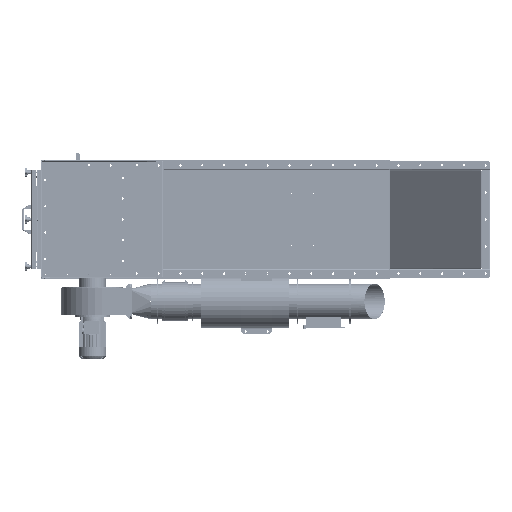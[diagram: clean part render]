
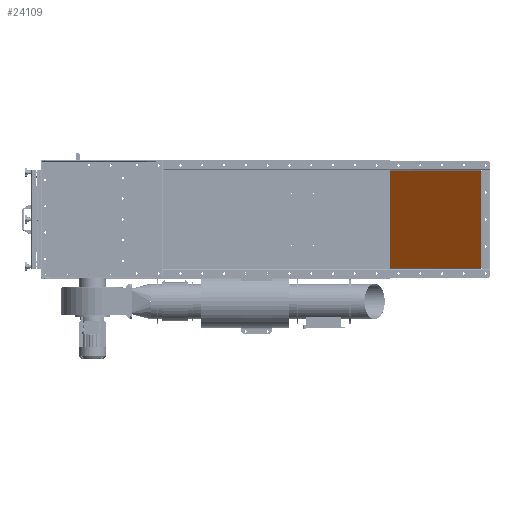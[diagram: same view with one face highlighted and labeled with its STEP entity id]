
A CAD part, front view. The second image highlights one B-rep face of the part: STEP entity #24109.
In plain terms, the highlighted face is planar.
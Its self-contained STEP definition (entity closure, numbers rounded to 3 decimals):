
#656 = ORIENTED_EDGE ( 'NONE', *, *, #24992, .F. ) ;
#1488 = LINE ( 'NONE', #113774, #36249 ) ;
#2236 = VERTEX_POINT ( 'NONE', #26395 ) ;
#6967 = ORIENTED_EDGE ( 'NONE', *, *, #11988, .T. ) ;
#11961 = VERTEX_POINT ( 'NONE', #20841 ) ;
#11988 = EDGE_CURVE ( 'NONE', #11961, #79426, #89820, .T. ) ;
#13785 = VERTEX_POINT ( 'NONE', #110755 ) ;
#14874 = LINE ( 'NONE', #84591, #66560 ) ;
#15006 = ORIENTED_EDGE ( 'NONE', *, *, #88515, .F. ) ;
#17523 = CARTESIAN_POINT ( 'NONE',  ( -280.6, 1.274, 523.714 ) ) ;
#20357 = PLANE ( 'NONE',  #21752 ) ;
#20841 = CARTESIAN_POINT ( 'NONE',  ( -280.6, 1.274, 523.714 ) ) ;
#21752 = AXIS2_PLACEMENT_3D ( 'NONE', #111295, #137021, #79463 ) ;
#24109 = ADVANCED_FACE ( 'NONE', ( #84864 ), #20357, .T. ) ;
#24992 = EDGE_CURVE ( 'NONE', #2236, #13785, #95125, .T. ) ;
#25941 = CARTESIAN_POINT ( 'NONE',  ( -280.6, 518.709, 1.304 ) ) ;
#26395 = CARTESIAN_POINT ( 'NONE',  ( 280.6, 517.301, 2.725 ) ) ;
#36249 = VECTOR ( 'NONE', #128107, 1000. ) ;
#40247 = DIRECTION ( 'NONE',  ( 1., 0., 0. ) ) ;
#42132 = ORIENTED_EDGE ( 'NONE', *, *, #117874, .F. ) ;
#44358 = DIRECTION ( 'NONE',  ( 0., 0.704, -0.71 ) ) ;
#58606 = VECTOR ( 'NONE', #130690, 1000. ) ;
#63764 = LINE ( 'NONE', #17523, #132372 ) ;
#66560 = VECTOR ( 'NONE', #142184, 1000. ) ;
#79426 = VERTEX_POINT ( 'NONE', #102770 ) ;
#79463 = DIRECTION ( 'NONE',  ( 0., 0.704, -0.71 ) ) ;
#80896 = LINE ( 'NONE', #104345, #140526 ) ;
#84509 = CARTESIAN_POINT ( 'NONE',  ( 280.6, 0., 525. ) ) ;
#84591 = CARTESIAN_POINT ( 'NONE',  ( 280.6, 0., 525. ) ) ;
#84864 = FACE_OUTER_BOUND ( 'NONE', #95499, .T. ) ;
#88515 = EDGE_CURVE ( 'NONE', #11961, #115932, #63764, .T. ) ;
#89820 = LINE ( 'NONE', #101946, #123993 ) ;
#90766 = DIRECTION ( 'NONE',  ( 0., 0.704, -0.71 ) ) ;
#91447 = EDGE_CURVE ( 'NONE', #79426, #143072, #80896, .T. ) ;
#91548 = ORIENTED_EDGE ( 'NONE', *, *, #91447, .T. ) ;
#95125 = LINE ( 'NONE', #84509, #58606 ) ;
#95499 = EDGE_LOOP ( 'NONE', ( #42132, #15006, #6967, #91548, #141372, #656 ) ) ;
#101946 = CARTESIAN_POINT ( 'NONE',  ( -280.6, 0., 525. ) ) ;
#102770 = CARTESIAN_POINT ( 'NONE',  ( -280.6, 517.301, 2.725 ) ) ;
#104345 = CARTESIAN_POINT ( 'NONE',  ( -280.6, 0., 525. ) ) ;
#109906 = CARTESIAN_POINT ( 'NONE',  ( 280.6, 1.274, 523.714 ) ) ;
#110755 = CARTESIAN_POINT ( 'NONE',  ( 280.6, 518.709, 1.304 ) ) ;
#111295 = CARTESIAN_POINT ( 'NONE',  ( -280.6, 0., 525. ) ) ;
#113774 = CARTESIAN_POINT ( 'NONE',  ( -280.6, 518.709, 1.304 ) ) ;
#115932 = VERTEX_POINT ( 'NONE', #109906 ) ;
#117874 = EDGE_CURVE ( 'NONE', #115932, #2236, #14874, .T. ) ;
#123799 = EDGE_CURVE ( 'NONE', #143072, #13785, #1488, .T. ) ;
#123993 = VECTOR ( 'NONE', #44358, 1000. ) ;
#128107 = DIRECTION ( 'NONE',  ( 1., 0., 0. ) ) ;
#130690 = DIRECTION ( 'NONE',  ( 0., 0.704, -0.71 ) ) ;
#132372 = VECTOR ( 'NONE', #40247, 1000. ) ;
#137021 = DIRECTION ( 'NONE',  ( 0., -0.71, -0.704 ) ) ;
#140526 = VECTOR ( 'NONE', #90766, 1000. ) ;
#141372 = ORIENTED_EDGE ( 'NONE', *, *, #123799, .T. ) ;
#142184 = DIRECTION ( 'NONE',  ( 0., 0.704, -0.71 ) ) ;
#143072 = VERTEX_POINT ( 'NONE', #25941 ) ;
